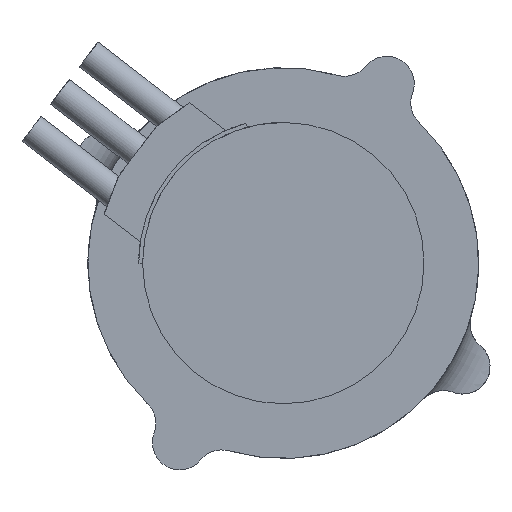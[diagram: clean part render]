
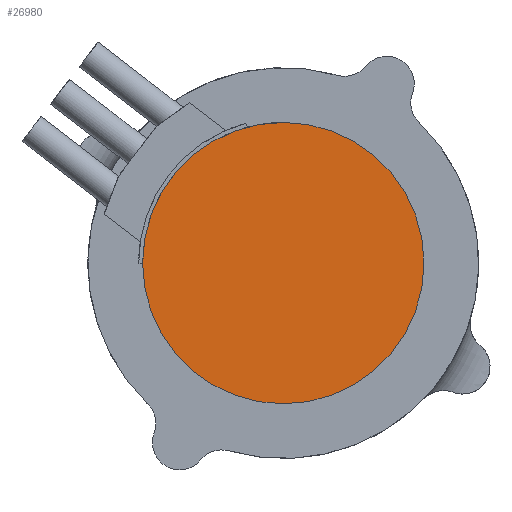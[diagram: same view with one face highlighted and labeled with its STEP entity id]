
A CAD part, front view. The second image highlights one B-rep face of the part: STEP entity #26980.
In plain terms, the highlighted planar face has unit normal (0, -1, 0).
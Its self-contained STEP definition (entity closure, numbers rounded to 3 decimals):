
#1249 = DIRECTION ( 'NONE',  ( 0., -1., 0. ) ) ;
#2099 = DIRECTION ( 'NONE',  ( 0., 0., -1. ) ) ;
#4587 = CARTESIAN_POINT ( 'NONE',  ( 0., 0., 0. ) ) ;
#4983 = ORIENTED_EDGE ( 'NONE', *, *, #28973, .T. ) ;
#5049 = VERTEX_POINT ( 'NONE', #33205 ) ;
#6218 = AXIS2_PLACEMENT_3D ( 'NONE', #27163, #18442, #2099 ) ;
#6830 = DIRECTION ( 'NONE',  ( 0., 0., -1. ) ) ;
#7836 = CIRCLE ( 'NONE', #22103, 18. ) ;
#9805 = VERTEX_POINT ( 'NONE', #21223 ) ;
#14912 = EDGE_LOOP ( 'NONE', ( #30936, #4983 ) ) ;
#18442 = DIRECTION ( 'NONE',  ( 0., -1., 0. ) ) ;
#19713 = AXIS2_PLACEMENT_3D ( 'NONE', #4587, #24106, #27075 ) ;
#21223 = CARTESIAN_POINT ( 'NONE',  ( 0., 0., -18. ) ) ;
#22103 = AXIS2_PLACEMENT_3D ( 'NONE', #34718, #1249, #6830 ) ;
#24106 = DIRECTION ( 'NONE',  ( 0., -1., 0. ) ) ;
#26980 = ADVANCED_FACE ( 'NONE', ( #27355 ), #33121, .T. ) ;
#27075 = DIRECTION ( 'NONE',  ( 0., 0., -1. ) ) ;
#27163 = CARTESIAN_POINT ( 'NONE',  ( 0., 0., 0. ) ) ;
#27355 = FACE_OUTER_BOUND ( 'NONE', #14912, .T. ) ;
#28973 = EDGE_CURVE ( 'NONE', #9805, #5049, #30977, .T. ) ;
#30936 = ORIENTED_EDGE ( 'NONE', *, *, #36394, .T. ) ;
#30977 = CIRCLE ( 'NONE', #19713, 18. ) ;
#33121 = PLANE ( 'NONE',  #6218 ) ;
#33205 = CARTESIAN_POINT ( 'NONE',  ( 0., 0., 18. ) ) ;
#34718 = CARTESIAN_POINT ( 'NONE',  ( 0., 0., 0. ) ) ;
#36394 = EDGE_CURVE ( 'NONE', #5049, #9805, #7836, .T. ) ;
